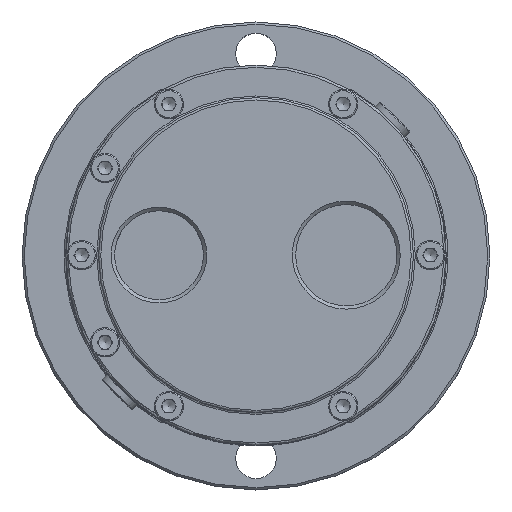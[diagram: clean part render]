
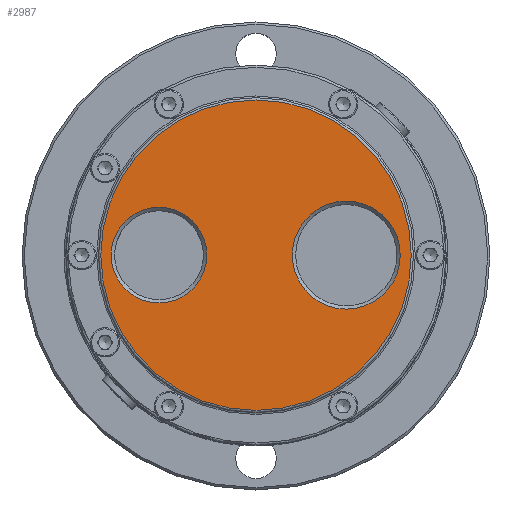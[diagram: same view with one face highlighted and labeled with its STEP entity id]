
A CAD part, top view. The second image highlights one B-rep face of the part: STEP entity #2987.
In plain terms, the highlighted planar face has unit normal (0, 0, 1).
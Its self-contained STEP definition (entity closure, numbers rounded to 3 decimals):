
#2987=ADVANCED_FACE('',(#3908,#3909,#3910),#3568,.T.);
#3568=PLANE('',#10694);
#3908=FACE_BOUND('',#4349,.T.);
#3909=FACE_BOUND('',#4350,.T.);
#3910=FACE_BOUND('',#4351,.T.);
#4349=EDGE_LOOP('',(#5551));
#4350=EDGE_LOOP('',(#5552));
#4351=EDGE_LOOP('',(#5553));
#5551=ORIENTED_EDGE('',*,*,#8886,.T.);
#5552=ORIENTED_EDGE('',*,*,#8885,.T.);
#5553=ORIENTED_EDGE('',*,*,#9080,.T.);
#7921=VERTEX_POINT('',#14630);
#7922=VERTEX_POINT('',#14633);
#8020=VERTEX_POINT('',#15023);
#8885=EDGE_CURVE('',#7921,#7921,#10206,.T.);
#8886=EDGE_CURVE('',#7922,#7922,#10207,.T.);
#9080=EDGE_CURVE('',#8020,#8020,#10209,.T.);
#10206=CIRCLE('',#10591,24.);
#10207=CIRCLE('',#10593,21.25);
#10209=CIRCLE('',#10693,69.);
#10591=AXIS2_PLACEMENT_3D('',#14629,#11831,#11832);
#10593=AXIS2_PLACEMENT_3D('',#14632,#11835,#11836);
#10693=AXIS2_PLACEMENT_3D('',#15022,#12227,#12228);
#10694=AXIS2_PLACEMENT_3D('',#15024,#12229,#12230);
#11831=DIRECTION('',(0.,0.,-1.));
#11832=DIRECTION('',(1.,0.,0.));
#11835=DIRECTION('',(0.,0.,-1.));
#11836=DIRECTION('',(1.,0.,0.));
#12227=DIRECTION('',(0.,0.,1.));
#12228=DIRECTION('',(1.,0.,0.));
#12229=DIRECTION('',(0.,0.,1.));
#12230=DIRECTION('',(1.,0.,0.));
#14629=CARTESIAN_POINT('',(40.125,0.,226.8));
#14630=CARTESIAN_POINT('',(64.125,0.,226.8));
#14632=CARTESIAN_POINT('',(-43.125,0.,226.8));
#14633=CARTESIAN_POINT('',(-21.875,0.,226.8));
#15022=CARTESIAN_POINT('',(0.,0.,226.8));
#15023=CARTESIAN_POINT('',(69.,0.,226.8));
#15024=CARTESIAN_POINT('',(0.,0.,226.8));
